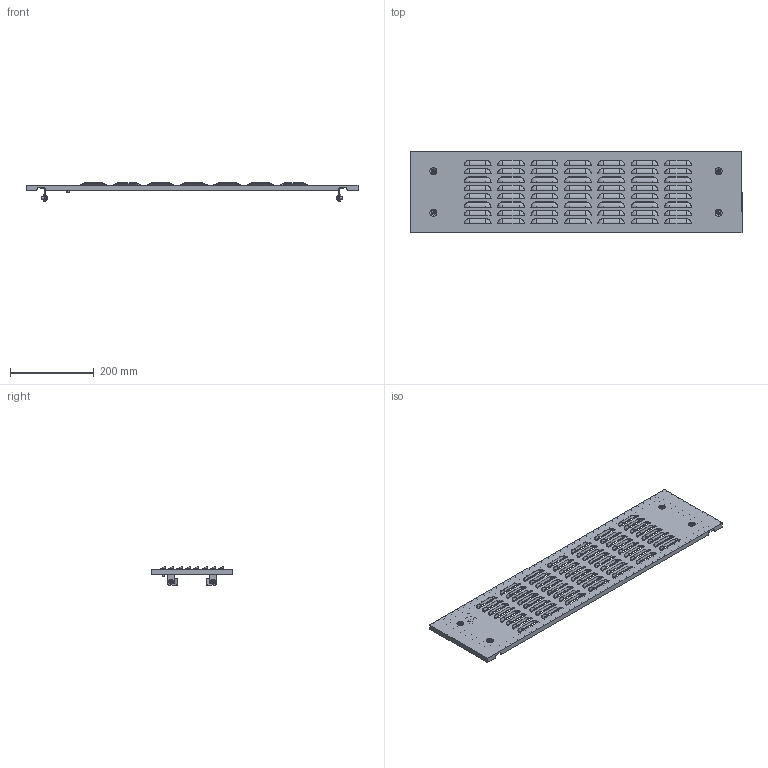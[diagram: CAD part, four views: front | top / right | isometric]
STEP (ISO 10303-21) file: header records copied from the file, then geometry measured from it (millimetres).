
FILE_DESCRIPTION (( 'STEP AP203' ), '1' );
FILE_NAME ('FO-00-PWSV-020-080 FORMAT Ôàëüø-ïàíåëü âíåøíÿÿ ãëóõàÿ 200õ800 IEK.STEP', '2025-01-20T14:12:03', ( '' ), ( '' ), 'SwSTEP 2.0', 'SolidWorks 2022', '' );
FILE_SCHEMA (( 'CONFIG_CONTROL_DESIGN' ));
Length unit declared in the file: millimetre
Products named in the file (1): FO-00-PWSV-020-080 FORMAT Фальш-панель внешняя глухая 200х800 IEK
Bounding box: 795 x 196 x 43.5 mm (x, y, z)
Volume: 475058.4 mm3; surface area: 405512.9 mm2
Topology: 1 solids, 10 shells, 1654 faces, 4176 edges, 2561 vertices
Faces by surface type: plane 585, cylinder 523, torus 260, sphere 224, cone 62
Entity records: 50459 total; most frequent: DIRECTION 9722, CARTESIAN_POINT 8638, ORIENTED_EDGE 8348, EDGE_CURVE 4174, AXIS2_PLACEMENT_3D 3925, VERTEX_POINT 2561, CIRCLE 2270, LINE 1872
